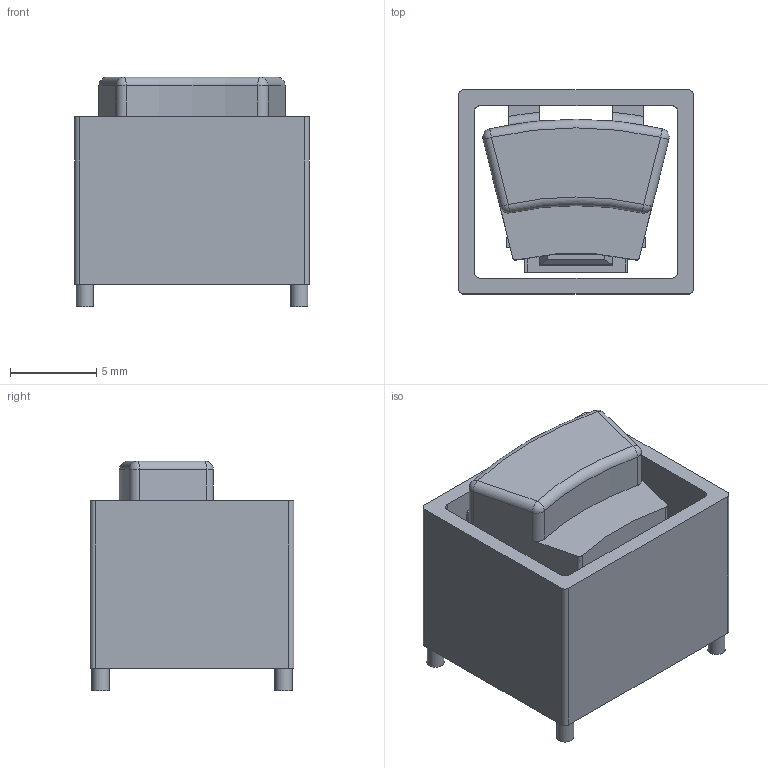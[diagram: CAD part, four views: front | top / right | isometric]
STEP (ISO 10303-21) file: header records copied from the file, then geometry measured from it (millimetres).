
FILE_DESCRIPTION(('FreeCAD Model'),'2;1');
FILE_NAME('WS28-Switch10x5CircV1_0.step','2020-01-09T21:44:48',('Author'),('') ,'Open CASCADE STEP processor 7.3','FreeCAD','Unknown');
FILE_SCHEMA(('AUTOMOTIVE_DESIGN { 1 0 10303 214 1 1 1 1 }'));
Length unit declared in the file: millimetre
Products named in the file (1): Baugruppe002
Bounding box: 13.6 x 11.8 x 13.3 mm (x, y, z)
Volume: 813 mm3; surface area: 1851.2 mm2
Topology: 4 solids, 4 shells, 312 faces, 847 edges, 548 vertices
Faces by surface type: plane 211, cylinder 69, bspline 13, torus 10, sphere 8, cone 1
Full cylindrical faces by diameter (mm): 1 x4, 3.333 x1
Entity records: 24945 total; most frequent: CARTESIAN_POINT 6044, DIRECTION 3064, LINE 2078, VECTOR 2078, ORIENTED_EDGE 1678, PCURVE 1678, DEFINITIONAL_REPRESENTATION 1678, EDGE_CURVE 839
